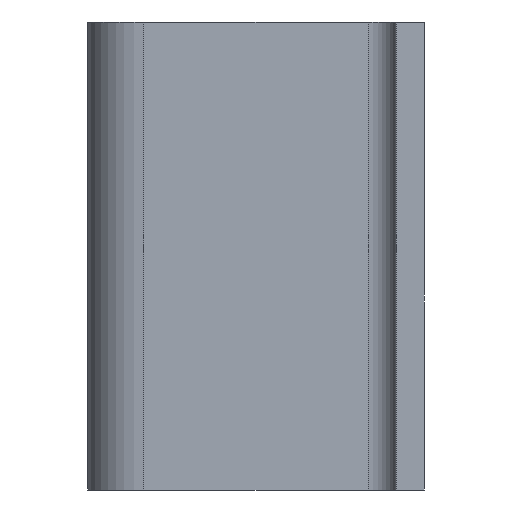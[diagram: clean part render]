
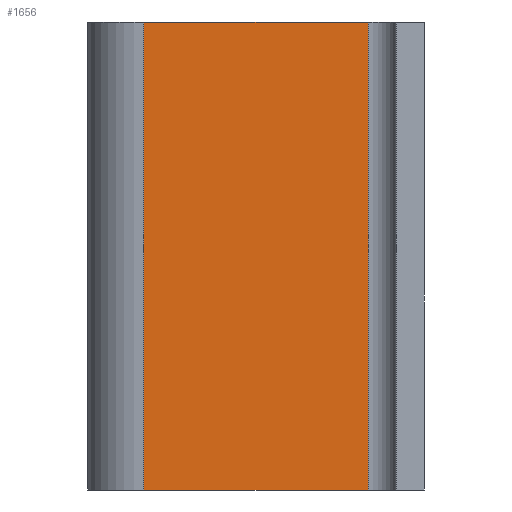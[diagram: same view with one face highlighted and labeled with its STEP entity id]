
A CAD part, left-side view. The second image highlights one B-rep face of the part: STEP entity #1656.
In plain terms, the highlighted planar face has unit normal (-1, 0, 0).
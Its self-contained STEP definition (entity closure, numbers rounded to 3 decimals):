
#65 = EDGE_LOOP ( 'NONE', ( #1913, #1914, #1915, #1916 ) ) ;
#163 = EDGE_CURVE ( 'NONE', #1750, #1747, #1079, .T. ) ;
#198 = EDGE_CURVE ( 'NONE', #1742, #1747, #1140, .T. ) ;
#199 = EDGE_CURVE ( 'NONE', #1739, #1750, #1122, .T. ) ;
#938 = CARTESIAN_POINT ( 'NONE',  ( -213., -6., 25. ) ) ;
#944 = PLANE ( 'NONE',  #1383 ) ;
#947 = DIRECTION ( 'NONE',  ( -1., 0., 0. ) ) ;
#948 = DIRECTION ( 'NONE',  ( 0., -1., 0. ) ) ;
#1079 = LINE ( 'NONE', #3061, #1083 ) ;
#1083 = VECTOR ( 'NONE', #3059, 1000. ) ;
#1122 = LINE ( 'NONE', #3123, #1145 ) ;
#1140 = LINE ( 'NONE', #3134, #1143 ) ;
#1143 = VECTOR ( 'NONE', #3101, 1000. ) ;
#1145 = VECTOR ( 'NONE', #3081, 1000. ) ;
#1383 = AXIS2_PLACEMENT_3D ( 'NONE', #938, #947, #948 ) ;
#1656 = ADVANCED_FACE ( 'NONE', ( #2660 ), #944, .T. ) ;
#1739 = VERTEX_POINT ( 'NONE', #2100 ) ;
#1742 = VERTEX_POINT ( 'NONE', #2103 ) ;
#1747 = VERTEX_POINT ( 'NONE', #2108 ) ;
#1750 = VERTEX_POINT ( 'NONE', #2111 ) ;
#1913 = ORIENTED_EDGE ( 'NONE', *, *, #198, .T. ) ;
#1914 = ORIENTED_EDGE ( 'NONE', *, *, #163, .F. ) ;
#1915 = ORIENTED_EDGE ( 'NONE', *, *, #199, .F. ) ;
#1916 = ORIENTED_EDGE ( 'NONE', *, *, #3526, .T. ) ;
#2100 = CARTESIAN_POINT ( 'NONE',  ( -213., -30., 25. ) ) ;
#2103 = CARTESIAN_POINT ( 'NONE',  ( -213., -6., 25. ) ) ;
#2108 = CARTESIAN_POINT ( 'NONE',  ( -213., -6., -25. ) ) ;
#2111 = CARTESIAN_POINT ( 'NONE',  ( -213., -30., -25. ) ) ;
#2536 = CARTESIAN_POINT ( 'NONE',  ( -213., -6., 25. ) ) ;
#2537 = DIRECTION ( 'NONE',  ( 0., 1., 0. ) ) ;
#2660 = FACE_OUTER_BOUND ( 'NONE', #65, .T. ) ;
#3059 = DIRECTION ( 'NONE',  ( 0., 1., 0. ) ) ;
#3061 = CARTESIAN_POINT ( 'NONE',  ( -213., -6., -25. ) ) ;
#3081 = DIRECTION ( 'NONE',  ( 0., 0., -1. ) ) ;
#3101 = DIRECTION ( 'NONE',  ( 0., 0., -1. ) ) ;
#3123 = CARTESIAN_POINT ( 'NONE',  ( -213., -30., 25. ) ) ;
#3134 = CARTESIAN_POINT ( 'NONE',  ( -213., -6., 25. ) ) ;
#3287 = LINE ( 'NONE', #2536, #3290 ) ;
#3290 = VECTOR ( 'NONE', #2537, 1000. ) ;
#3526 = EDGE_CURVE ( 'NONE', #1739, #1742, #3287, .T. ) ;
